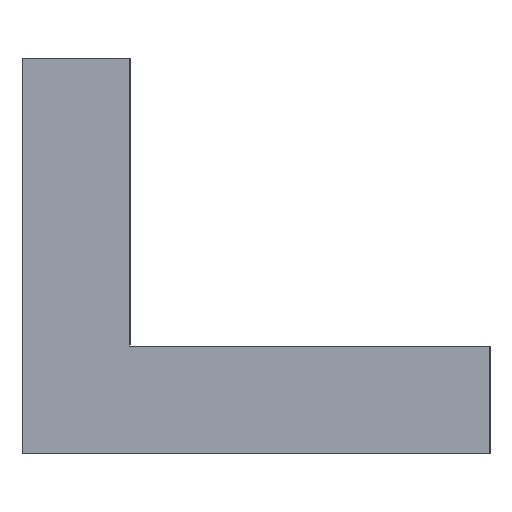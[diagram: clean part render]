
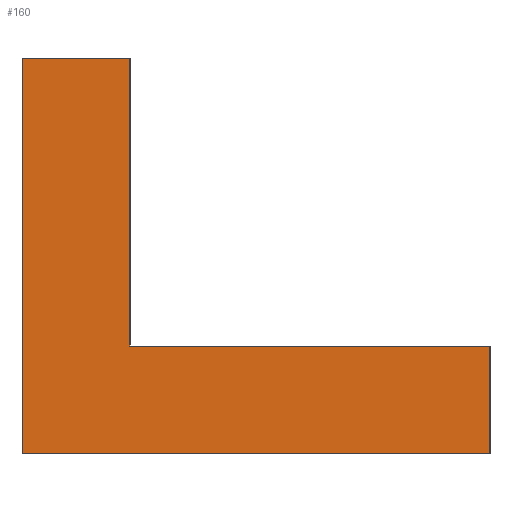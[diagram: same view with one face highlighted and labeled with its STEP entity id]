
A CAD part, left-side view. The second image highlights one B-rep face of the part: STEP entity #160.
In plain terms, the highlighted planar face has unit normal (-1, 0, 0).
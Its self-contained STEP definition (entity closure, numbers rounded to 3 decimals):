
#88=CARTESIAN_POINT('',(0.,10.,1.5));
#89=VERTEX_POINT('',#88);
#97=CARTESIAN_POINT('',(0.,10.,9.5));
#98=VERTEX_POINT('',#97);
#105=CARTESIAN_POINT('',(0.,10.,9.5));
#106=DIRECTION('',(0.,0.,-1.));
#107=VECTOR('',#106,8.);
#108=LINE('',#105,#107);
#109=EDGE_CURVE('',#98,#89,#108,.T.);
#114=CARTESIAN_POINT('',(0.,11.5,7.5));
#115=DIRECTION('',(-1.,0.,0.));
#116=DIRECTION('',(0.,0.,1.));
#117=AXIS2_PLACEMENT_3D('',#114,#115,#116);
#118=PLANE('',#117);
#119=CARTESIAN_POINT('',(0.,0.,-1.5));
#120=VERTEX_POINT('',#119);
#121=CARTESIAN_POINT('',(0.,13.,-1.5));
#122=VERTEX_POINT('',#121);
#123=CARTESIAN_POINT('',(0.,0.,-1.5));
#124=DIRECTION('',(0.,1.,0.));
#125=VECTOR('',#124,13.);
#126=LINE('',#123,#125);
#127=EDGE_CURVE('',#120,#122,#126,.T.);
#128=ORIENTED_EDGE('',*,*,#127,.F.);
#129=CARTESIAN_POINT('',(0.,0.,1.5));
#130=VERTEX_POINT('',#129);
#131=CARTESIAN_POINT('',(0.,0.,1.5));
#132=DIRECTION('',(0.,-0.,-1.));
#133=VECTOR('',#132,3.);
#134=LINE('',#131,#133);
#135=EDGE_CURVE('',#130,#120,#134,.T.);
#136=ORIENTED_EDGE('',*,*,#135,.F.);
#137=CARTESIAN_POINT('',(0.,10.,1.5));
#138=DIRECTION('',(0.,-1.,0.));
#139=VECTOR('',#138,10.);
#140=LINE('',#137,#139);
#141=EDGE_CURVE('',#89,#130,#140,.T.);
#142=ORIENTED_EDGE('',*,*,#141,.F.);
#143=ORIENTED_EDGE('',*,*,#109,.F.);
#144=CARTESIAN_POINT('',(0.,13.,9.5));
#145=VERTEX_POINT('',#144);
#146=CARTESIAN_POINT('',(0.,10.,9.5));
#147=DIRECTION('',(0.,1.,0.));
#148=VECTOR('',#147,3.);
#149=LINE('',#146,#148);
#150=EDGE_CURVE('',#98,#145,#149,.T.);
#151=ORIENTED_EDGE('',*,*,#150,.T.);
#152=CARTESIAN_POINT('',(0.,13.,9.5));
#153=DIRECTION('',(0.,0.,-1.));
#154=VECTOR('',#153,11.);
#155=LINE('',#152,#154);
#156=EDGE_CURVE('',#145,#122,#155,.T.);
#157=ORIENTED_EDGE('',*,*,#156,.T.);
#158=EDGE_LOOP('',(#128,#136,#142,#143,#151,#157));
#159=FACE_BOUND('',#158,.T.);
#160=ADVANCED_FACE('',(#159),#118,.T.);
